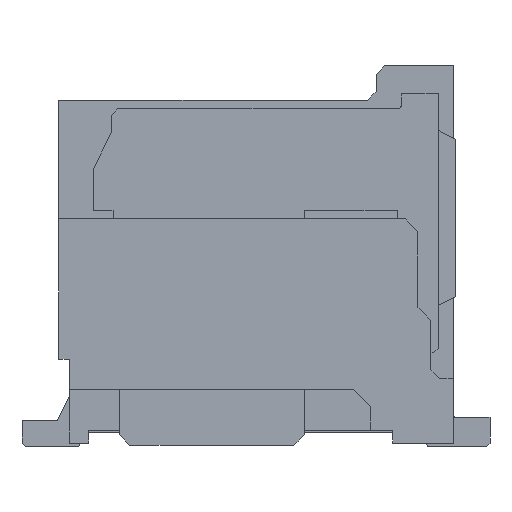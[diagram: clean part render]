
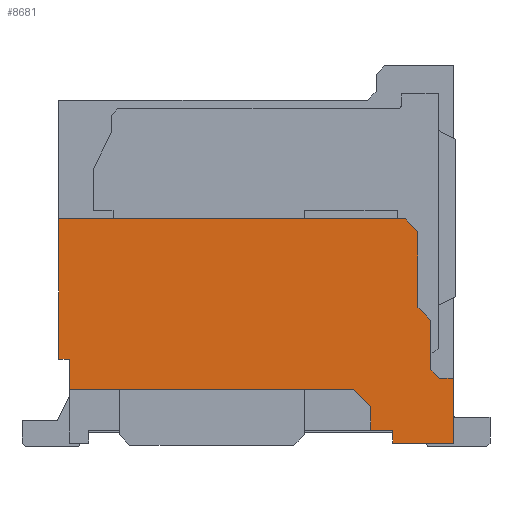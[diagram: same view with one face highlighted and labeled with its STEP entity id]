
A CAD part, left-side view. The second image highlights one B-rep face of the part: STEP entity #8681.
In plain terms, the highlighted planar face has unit normal (-1, 0, 0).
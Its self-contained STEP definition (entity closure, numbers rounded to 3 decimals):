
#41=DIRECTION('',(0.,-1.,0.));
#42=VECTOR('',#41,1.4);
#43=CARTESIAN_POINT('',(-5.15,-3.175,-4.375));
#44=LINE('',#43,#42);
#1227=DIRECTION('',(0.,0.,1.));
#1228=VECTOR('',#1227,3.25);
#1229=CARTESIAN_POINT('',(-5.15,4.575,-2.425));
#1230=LINE('',#1229,#1228);
#1231=DIRECTION('',(0.,-1.,0.));
#1232=VECTOR('',#1231,8.03);
#1233=CARTESIAN_POINT('',(-5.15,4.575,0.825));
#1234=LINE('',#1233,#1232);
#1235=DIRECTION('',(0.,0.707,0.707));
#1236=VECTOR('',#1235,0.424);
#1237=CARTESIAN_POINT('',(-5.15,-3.755,0.525));
#1238=LINE('',#1237,#1236);
#1239=DIRECTION('',(0.,0.,1.));
#1240=VECTOR('',#1239,1.75);
#1241=CARTESIAN_POINT('',(-5.15,-3.755,-1.225));
#1242=LINE('',#1241,#1240);
#1243=DIRECTION('',(0.,0.707,0.707));
#1244=VECTOR('',#1243,0.424);
#1245=CARTESIAN_POINT('',(-5.15,-4.055,-1.525));
#1246=LINE('',#1245,#1244);
#1247=DIRECTION('',(0.,0.,1.));
#1248=VECTOR('',#1247,1.15);
#1249=CARTESIAN_POINT('',(-5.15,-4.055,-2.675));
#1250=LINE('',#1249,#1248);
#1251=DIRECTION('',(0.,0.707,0.707));
#1252=VECTOR('',#1251,0.283);
#1253=CARTESIAN_POINT('',(-5.15,-4.255,-2.875));
#1254=LINE('',#1253,#1252);
#1255=DIRECTION('',(0.,1.,0.));
#1256=VECTOR('',#1255,0.32);
#1257=CARTESIAN_POINT('',(-5.15,-4.575,-2.875));
#1258=LINE('',#1257,#1256);
#1259=DIRECTION('',(0.,0.,1.));
#1260=VECTOR('',#1259,0.3);
#1261=CARTESIAN_POINT('',(-5.15,-3.175,-4.375));
#1262=LINE('',#1261,#1260);
#1263=DIRECTION('',(0.,1.,0.));
#1264=VECTOR('',#1263,0.52);
#1265=CARTESIAN_POINT('',(-5.15,-3.175,-4.075));
#1266=LINE('',#1265,#1264);
#1267=DIRECTION('',(0.,0.,1.));
#1268=VECTOR('',#1267,0.55);
#1269=CARTESIAN_POINT('',(-5.15,-2.655,-4.075));
#1270=LINE('',#1269,#1268);
#1271=DIRECTION('',(0.,-0.707,-0.707));
#1272=VECTOR('',#1271,0.566);
#1273=CARTESIAN_POINT('',(-5.15,-2.255,-3.125));
#1274=LINE('',#1273,#1272);
#1275=DIRECTION('',(0.,-1.,0.));
#1276=VECTOR('',#1275,6.58);
#1277=CARTESIAN_POINT('',(-5.15,4.325,-3.125));
#1278=LINE('',#1277,#1276);
#1279=DIRECTION('',(0.,0.,1.));
#1280=VECTOR('',#1279,0.7);
#1281=CARTESIAN_POINT('',(-5.15,4.325,-3.125));
#1282=LINE('',#1281,#1280);
#1283=DIRECTION('',(0.,-1.,0.));
#1284=VECTOR('',#1283,0.25);
#1285=CARTESIAN_POINT('',(-5.15,4.575,-2.425));
#1286=LINE('',#1285,#1284);
#3185=DIRECTION('',(0.,0.,1.));
#3186=VECTOR('',#3185,1.5);
#3187=CARTESIAN_POINT('',(-5.15,-4.575,-4.375));
#3188=LINE('',#3187,#3186);
#5973=CARTESIAN_POINT('',(-5.15,-4.575,-2.875));
#5974=CARTESIAN_POINT('',(-5.15,-4.255,-2.875));
#5975=VERTEX_POINT('',#5973);
#5976=VERTEX_POINT('',#5974);
#5977=CARTESIAN_POINT('',(-5.15,-4.055,-2.675));
#5978=VERTEX_POINT('',#5977);
#5979=CARTESIAN_POINT('',(-5.15,-4.055,-1.525));
#5980=VERTEX_POINT('',#5979);
#5981=CARTESIAN_POINT('',(-5.15,-3.755,-1.225));
#5982=VERTEX_POINT('',#5981);
#5983=CARTESIAN_POINT('',(-5.15,-3.755,0.525));
#5984=VERTEX_POINT('',#5983);
#5985=CARTESIAN_POINT('',(-5.15,-3.455,0.825));
#5986=VERTEX_POINT('',#5985);
#5987=CARTESIAN_POINT('',(-5.15,4.575,0.825));
#5988=VERTEX_POINT('',#5987);
#6001=CARTESIAN_POINT('',(-5.15,-4.575,-4.375));
#6002=VERTEX_POINT('',#6001);
#6005=CARTESIAN_POINT('',(-5.15,4.575,-2.425));
#6006=VERTEX_POINT('',#6005);
#6047=CARTESIAN_POINT('',(-5.15,-2.255,-3.125));
#6048=CARTESIAN_POINT('',(-5.15,-2.655,-3.525));
#6049=VERTEX_POINT('',#6047);
#6050=VERTEX_POINT('',#6048);
#6052=CARTESIAN_POINT('',(-5.15,-3.175,-4.375));
#6054=VERTEX_POINT('',#6052);
#6069=CARTESIAN_POINT('',(-5.15,-2.655,-4.075));
#6070=VERTEX_POINT('',#6069);
#6074=CARTESIAN_POINT('',(-5.15,-3.175,-4.075));
#6076=VERTEX_POINT('',#6074);
#6343=CARTESIAN_POINT('',(-5.15,4.325,-2.425));
#6345=VERTEX_POINT('',#6343);
#6771=CARTESIAN_POINT('',(-5.15,4.325,-3.125));
#6772=VERTEX_POINT('',#6771);
#8647=CARTESIAN_POINT('',(-5.15,4.575,-4.375));
#8648=DIRECTION('',(-1.,0.,0.));
#8649=DIRECTION('',(0.,-1.,0.));
#8650=AXIS2_PLACEMENT_3D('',#8647,#8648,#8649);
#8651=PLANE('',#8650);
#8653=ORIENTED_EDGE('',*,*,#8652,.T.);
#8654=ORIENTED_EDGE('',*,*,#8591,.T.);
#8655=ORIENTED_EDGE('',*,*,#8614,.F.);
#8656=ORIENTED_EDGE('',*,*,#8628,.F.);
#8657=ORIENTED_EDGE('',*,*,#8641,.F.);
#8658=ORIENTED_EDGE('',*,*,#8421,.F.);
#8660=ORIENTED_EDGE('',*,*,#8659,.F.);
#8662=ORIENTED_EDGE('',*,*,#8661,.F.);
#8664=ORIENTED_EDGE('',*,*,#8663,.F.);
#8665=ORIENTED_EDGE('',*,*,#7332,.F.);
#8667=ORIENTED_EDGE('',*,*,#8666,.T.);
#8669=ORIENTED_EDGE('',*,*,#8668,.T.);
#8671=ORIENTED_EDGE('',*,*,#8670,.T.);
#8673=ORIENTED_EDGE('',*,*,#8672,.F.);
#8675=ORIENTED_EDGE('',*,*,#8674,.F.);
#8676=ORIENTED_EDGE('',*,*,#7383,.T.);
#8678=ORIENTED_EDGE('',*,*,#8677,.F.);
#8679=EDGE_LOOP('',(#8653,#8654,#8655,#8656,#8657,#8658,#8660,#8662,#8664,#8665,
#8667,#8669,#8671,#8673,#8675,#8676,#8678));
#8680=FACE_OUTER_BOUND('',#8679,.F.);
#8681=ADVANCED_FACE('',(#8680),#8651,.T.);
#7332=EDGE_CURVE('',#6054,#6002,#44,.T.);
#7383=EDGE_CURVE('',#6772,#6345,#1282,.T.);
#8421=EDGE_CURVE('',#5978,#5980,#1250,.T.);
#8591=EDGE_CURVE('',#5988,#5986,#1234,.T.);
#8614=EDGE_CURVE('',#5984,#5986,#1238,.T.);
#8628=EDGE_CURVE('',#5982,#5984,#1242,.T.);
#8641=EDGE_CURVE('',#5980,#5982,#1246,.T.);
#8652=EDGE_CURVE('',#6006,#5988,#1230,.T.);
#8659=EDGE_CURVE('',#5976,#5978,#1254,.T.);
#8661=EDGE_CURVE('',#5975,#5976,#1258,.T.);
#8663=EDGE_CURVE('',#6002,#5975,#3188,.T.);
#8666=EDGE_CURVE('',#6054,#6076,#1262,.T.);
#8668=EDGE_CURVE('',#6076,#6070,#1266,.T.);
#8670=EDGE_CURVE('',#6070,#6050,#1270,.T.);
#8672=EDGE_CURVE('',#6049,#6050,#1274,.T.);
#8674=EDGE_CURVE('',#6772,#6049,#1278,.T.);
#8677=EDGE_CURVE('',#6006,#6345,#1286,.T.);
